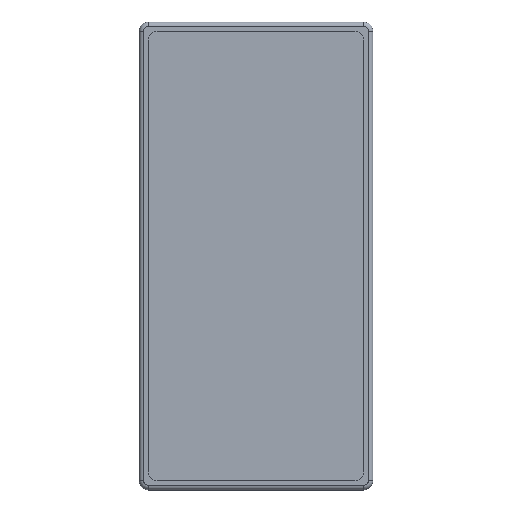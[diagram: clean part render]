
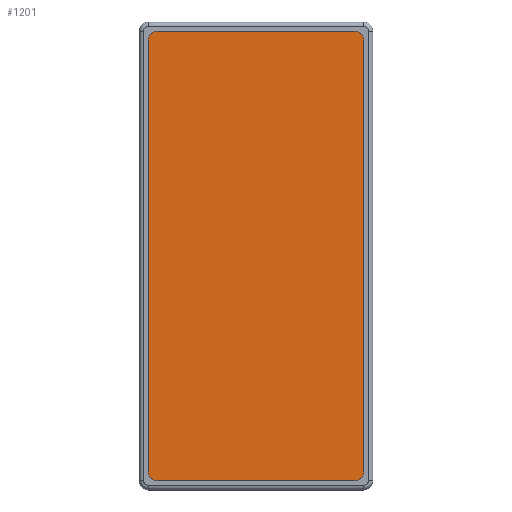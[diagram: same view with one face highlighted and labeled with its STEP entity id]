
A CAD part, top view. The second image highlights one B-rep face of the part: STEP entity #1201.
In plain terms, the highlighted planar face has unit normal (0, 0, 1).
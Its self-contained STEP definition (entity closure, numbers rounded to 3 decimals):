
#1011 = VERTEX_POINT('',#1012);
#1012 = CARTESIAN_POINT('',(13.24,-34.56,10.4));
#1018 = EDGE_CURVE('',#1011,#1019,#1021,.T.);
#1019 = VERTEX_POINT('',#1020);
#1020 = CARTESIAN_POINT('',(-8.16,-34.56,10.4));
#1021 = LINE('',#1022,#1023);
#1022 = CARTESIAN_POINT('',(14.24,-34.56,10.4));
#1023 = VECTOR('',#1024,1.);
#1024 = DIRECTION('',(-1.,0.,0.));
#1043 = VERTEX_POINT('',#1044);
#1044 = CARTESIAN_POINT('',(-9.16,-33.56,10.4));
#1050 = EDGE_CURVE('',#1019,#1043,#1051,.T.);
#1051 = CIRCLE('',#1052,1.);
#1052 = AXIS2_PLACEMENT_3D('',#1053,#1054,#1055);
#1053 = CARTESIAN_POINT('',(-8.16,-33.56,10.4));
#1054 = DIRECTION('',(0.,0.,-1.));
#1055 = DIRECTION('',(0.,-1.,0.));
#1066 = VERTEX_POINT('',#1067);
#1067 = CARTESIAN_POINT('',(-9.16,13.24,10.4));
#1075 = EDGE_CURVE('',#1043,#1066,#1076,.T.);
#1076 = LINE('',#1077,#1078);
#1077 = CARTESIAN_POINT('',(-9.16,-34.56,10.4));
#1078 = VECTOR('',#1079,1.);
#1079 = DIRECTION('',(0.,1.,0.));
#1092 = VERTEX_POINT('',#1093);
#1093 = CARTESIAN_POINT('',(-8.16,14.24,10.4));
#1099 = EDGE_CURVE('',#1066,#1092,#1100,.T.);
#1100 = CIRCLE('',#1101,1.);
#1101 = AXIS2_PLACEMENT_3D('',#1102,#1103,#1104);
#1102 = CARTESIAN_POINT('',(-8.16,13.24,10.4));
#1103 = DIRECTION('',(0.,0.,-1.));
#1104 = DIRECTION('',(0.,-1.,0.));
#1115 = VERTEX_POINT('',#1116);
#1116 = CARTESIAN_POINT('',(13.24,14.24,10.4));
#1124 = EDGE_CURVE('',#1092,#1115,#1125,.T.);
#1125 = LINE('',#1126,#1127);
#1126 = CARTESIAN_POINT('',(-9.16,14.24,10.4));
#1127 = VECTOR('',#1128,1.);
#1128 = DIRECTION('',(1.,0.,0.));
#1139 = VERTEX_POINT('',#1140);
#1140 = CARTESIAN_POINT('',(14.24,13.24,10.4));
#1148 = EDGE_CURVE('',#1139,#1115,#1149,.T.);
#1149 = CIRCLE('',#1150,1.);
#1150 = AXIS2_PLACEMENT_3D('',#1151,#1152,#1153);
#1151 = CARTESIAN_POINT('',(13.24,13.24,10.4));
#1152 = DIRECTION('',(0.,0.,1.));
#1153 = DIRECTION('',(0.,-1.,0.));
#1165 = EDGE_CURVE('',#1139,#1166,#1168,.T.);
#1166 = VERTEX_POINT('',#1167);
#1167 = CARTESIAN_POINT('',(14.24,-33.56,10.4));
#1168 = LINE('',#1169,#1170);
#1169 = CARTESIAN_POINT('',(14.24,14.24,10.4));
#1170 = VECTOR('',#1171,1.);
#1171 = DIRECTION('',(0.,-1.,0.));
#1190 = EDGE_CURVE('',#1011,#1166,#1191,.T.);
#1191 = CIRCLE('',#1192,1.);
#1192 = AXIS2_PLACEMENT_3D('',#1193,#1194,#1195);
#1193 = CARTESIAN_POINT('',(13.24,-33.56,10.4));
#1194 = DIRECTION('',(0.,0.,1.));
#1195 = DIRECTION('',(0.,-1.,0.));
#1201 = ADVANCED_FACE('',(#1202),#1212,.F.);
#1202 = FACE_BOUND('',#1203,.F.);
#1203 = EDGE_LOOP('',(#1204,#1205,#1206,#1207,#1208,#1209,#1210,#1211));
#1204 = ORIENTED_EDGE('',*,*,#1165,.T.);
#1205 = ORIENTED_EDGE('',*,*,#1190,.F.);
#1206 = ORIENTED_EDGE('',*,*,#1018,.T.);
#1207 = ORIENTED_EDGE('',*,*,#1050,.T.);
#1208 = ORIENTED_EDGE('',*,*,#1075,.T.);
#1209 = ORIENTED_EDGE('',*,*,#1099,.T.);
#1210 = ORIENTED_EDGE('',*,*,#1124,.T.);
#1211 = ORIENTED_EDGE('',*,*,#1148,.F.);
#1212 = PLANE('',#1213);
#1213 = AXIS2_PLACEMENT_3D('',#1214,#1215,#1216);
#1214 = CARTESIAN_POINT('',(2.54,-10.16,10.4));
#1215 = DIRECTION('',(0.,0.,-1.));
#1216 = DIRECTION('',(-1.,0.,0.));
